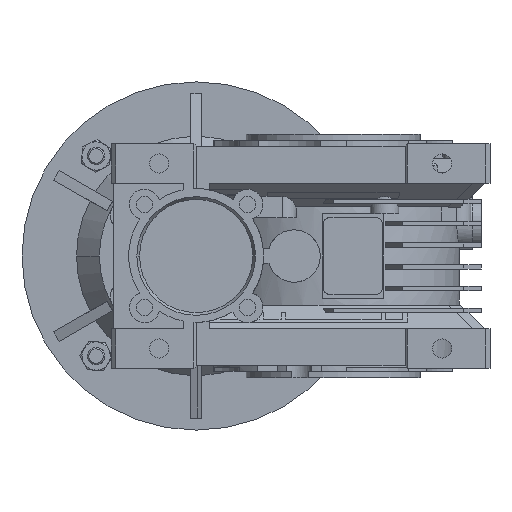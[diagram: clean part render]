
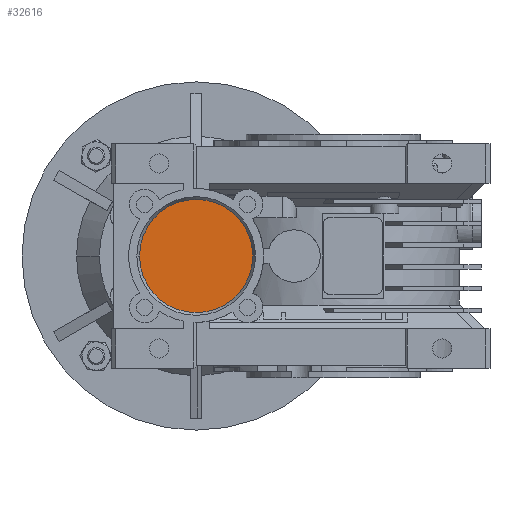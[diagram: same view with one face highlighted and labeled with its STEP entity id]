
A CAD part, left-side view. The second image highlights one B-rep face of the part: STEP entity #32616.
In plain terms, the highlighted planar face has unit normal (-1, 0, 0).
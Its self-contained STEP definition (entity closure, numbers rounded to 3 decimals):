
#1009 = DIRECTION ( 'NONE',  ( -1., 0., 0. ) ) ;
#2121 = EDGE_CURVE ( 'NONE', #43090, #20267, #46058, .T. ) ;
#2357 = ORIENTED_EDGE ( 'NONE', *, *, #45083, .T. ) ;
#2732 = PLANE ( 'NONE',  #14971 ) ;
#3647 = FACE_OUTER_BOUND ( 'NONE', #33019, .T. ) ;
#6447 = DIRECTION ( 'NONE',  ( -1., 0., 0. ) ) ;
#10731 = CIRCLE ( 'NONE', #23195, 26. ) ;
#14971 = AXIS2_PLACEMENT_3D ( 'NONE', #15792, #15544, #37742 ) ;
#15332 = DIRECTION ( 'NONE',  ( 0., 1., 0. ) ) ;
#15544 = DIRECTION ( 'NONE',  ( -1., 0., 0. ) ) ;
#15792 = CARTESIAN_POINT ( 'NONE',  ( -69.75, 37., 0. ) ) ;
#18961 = CARTESIAN_POINT ( 'NONE',  ( -69.75, 89., 0. ) ) ;
#20267 = VERTEX_POINT ( 'NONE', #35143 ) ;
#23195 = AXIS2_PLACEMENT_3D ( 'NONE', #34375, #1009, #15332 ) ;
#32051 = CARTESIAN_POINT ( 'NONE',  ( -69.75, 63., 0. ) ) ;
#32616 = ADVANCED_FACE ( 'NONE', ( #3647 ), #2732, .T. ) ;
#32908 = ORIENTED_EDGE ( 'NONE', *, *, #2121, .T. ) ;
#33019 = EDGE_LOOP ( 'NONE', ( #32908, #2357 ) ) ;
#34375 = CARTESIAN_POINT ( 'NONE',  ( -69.75, 63., 0. ) ) ;
#35143 = CARTESIAN_POINT ( 'NONE',  ( -69.75, 37., 0. ) ) ;
#35953 = DIRECTION ( 'NONE',  ( 0., 1., 0. ) ) ;
#37742 = DIRECTION ( 'NONE',  ( 0., 0., 1. ) ) ;
#43090 = VERTEX_POINT ( 'NONE', #18961 ) ;
#43749 = AXIS2_PLACEMENT_3D ( 'NONE', #32051, #6447, #35953 ) ;
#45083 = EDGE_CURVE ( 'NONE', #20267, #43090, #10731, .T. ) ;
#46058 = CIRCLE ( 'NONE', #43749, 26. ) ;
